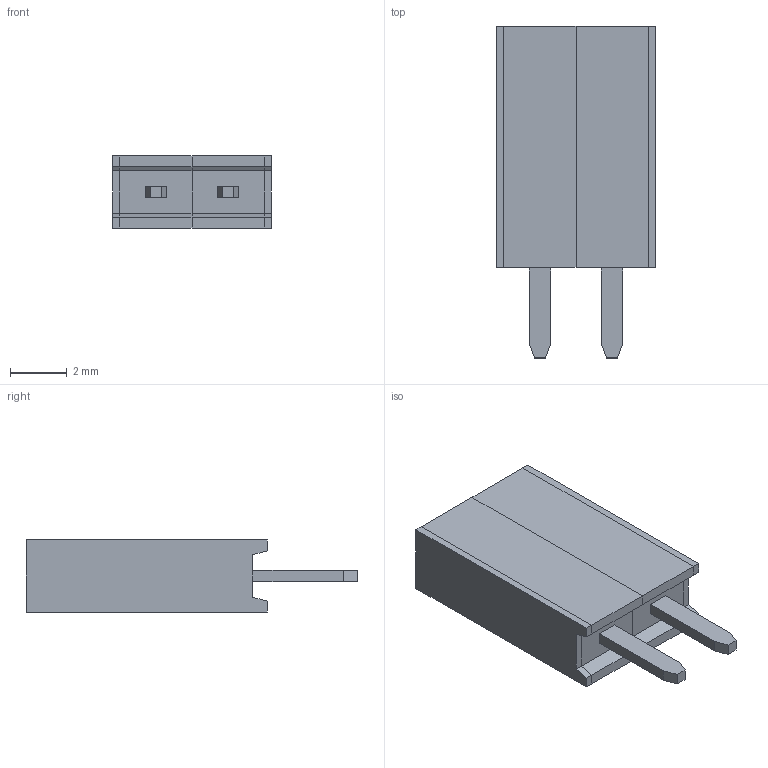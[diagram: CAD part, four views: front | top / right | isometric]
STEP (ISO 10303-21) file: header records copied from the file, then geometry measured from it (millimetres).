
FILE_DESCRIPTION (( 'STEP AP214' ), '1' );
FILE_NAME ('NPTC021LFBN-RC.STEP', '2024-10-30T12:16:57', ( '' ), ( '' ), 'SwSTEP 2.0', 'SolidWorks 2021', '' );
FILE_SCHEMA (( 'AUTOMOTIVE_DESIGN' ));
Length unit declared in the file: millimetre
Products named in the file (3): Pin - Tin; NPTC021LFBN-RC; PPPC021LFBN-RC_C02
Assembly tree (3 placements, depth 2):
  NPTC021LFBN-RC
    PPPC021LFBN-RC_C02
    Pin - Tin  x2
Bounding box: 5.59 x 11.71 x 2.54 mm (x, y, z)
Volume: 116 mm3; surface area: 318.8 mm2
Topology: 6 solids, 6 shells, 74 faces, 172 edges, 112 vertices
Faces by surface type: plane 74
Entity records: 1979 total; most frequent: CARTESIAN_POINT 326, ORIENTED_EDGE 308, DIRECTION 298, VECTOR 154, EDGE_CURVE 154, LINE 154, VERTEX_POINT 100, AXIS2_PLACEMENT_3D 72
